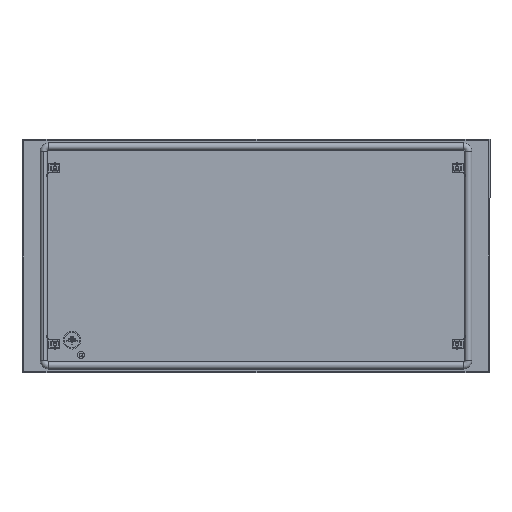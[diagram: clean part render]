
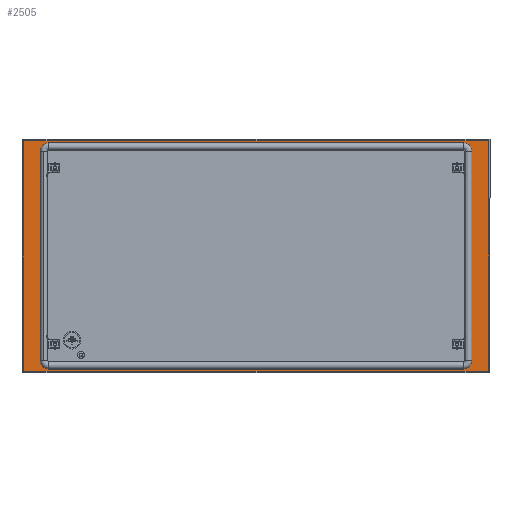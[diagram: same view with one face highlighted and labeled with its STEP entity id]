
A CAD part, left-side view. The second image highlights one B-rep face of the part: STEP entity #2505.
In plain terms, the highlighted planar face has unit normal (-1, 0, 0).
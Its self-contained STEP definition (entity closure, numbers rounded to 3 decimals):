
#36 = EDGE_CURVE ( 'NONE', #3125, #10943, #14457, .T. ) ;
#377 = EDGE_LOOP ( 'NONE', ( #10527, #4694, #5227, #14768, #6901, #1000, #15666, #4106 ) ) ;
#413 = EDGE_LOOP ( 'NONE', ( #6447, #6088, #14494, #14944 ) ) ;
#575 = DIRECTION ( 'NONE',  ( -1., 0., 0. ) ) ;
#943 = CARTESIAN_POINT ( 'NONE',  ( -2., 366.5, 178. ) ) ;
#1000 = ORIENTED_EDGE ( 'NONE', *, *, #3838, .T. ) ;
#1062 = EDGE_CURVE ( 'NONE', #15591, #3959, #3598, .T. ) ;
#1144 = CARTESIAN_POINT ( 'NONE',  ( -2., -352.5, -192. ) ) ;
#1212 = CARTESIAN_POINT ( 'NONE',  ( -2., 0., 0. ) ) ;
#1395 = VERTEX_POINT ( 'NONE', #7707 ) ;
#1614 = AXIS2_PLACEMENT_3D ( 'NONE', #8761, #15076, #7216 ) ;
#2059 = DIRECTION ( 'NONE',  ( 0., 1., 0. ) ) ;
#2505 = ADVANCED_FACE ( 'NONE', ( #18387, #7912 ), #13912, .F. ) ;
#3024 = LINE ( 'NONE', #18436, #8495 ) ;
#3125 = VERTEX_POINT ( 'NONE', #4911 ) ;
#3361 = VERTEX_POINT ( 'NONE', #5809 ) ;
#3598 = LINE ( 'NONE', #9867, #15056 ) ;
#3785 = DIRECTION ( 'NONE',  ( 0., -1., 0. ) ) ;
#3838 = EDGE_CURVE ( 'NONE', #6610, #10943, #9391, .T. ) ;
#3959 = VERTEX_POINT ( 'NONE', #8035 ) ;
#4064 = DIRECTION ( 'NONE',  ( 0., 0., 1. ) ) ;
#4106 = ORIENTED_EDGE ( 'NONE', *, *, #11392, .F. ) ;
#4350 = AXIS2_PLACEMENT_3D ( 'NONE', #14719, #575, #3785 ) ;
#4466 = CARTESIAN_POINT ( 'NONE',  ( -2., -366.5, 178. ) ) ;
#4694 = ORIENTED_EDGE ( 'NONE', *, *, #1062, .T. ) ;
#4911 = CARTESIAN_POINT ( 'NONE',  ( -2., 352.5, 192. ) ) ;
#5100 = EDGE_CURVE ( 'NONE', #14700, #6610, #20127, .T. ) ;
#5227 = ORIENTED_EDGE ( 'NONE', *, *, #9020, .T. ) ;
#5234 = DIRECTION ( 'NONE',  ( 0., 1., 0. ) ) ;
#5620 = CARTESIAN_POINT ( 'NONE',  ( -2., -395.5, 0. ) ) ;
#5730 = EDGE_CURVE ( 'NONE', #8650, #14700, #9746, .T. ) ;
#5809 = CARTESIAN_POINT ( 'NONE',  ( -2., -395.5, 196. ) ) ;
#5964 = DIRECTION ( 'NONE',  ( 1., 0., 0. ) ) ;
#6002 = CIRCLE ( 'NONE', #4350, 14. ) ;
#6088 = ORIENTED_EDGE ( 'NONE', *, *, #20233, .T. ) ;
#6187 = DIRECTION ( 'NONE',  ( 0., -1., 0. ) ) ;
#6447 = ORIENTED_EDGE ( 'NONE', *, *, #12390, .T. ) ;
#6610 = VERTEX_POINT ( 'NONE', #19351 ) ;
#6891 = VECTOR ( 'NONE', #5234, 1000. ) ;
#6901 = ORIENTED_EDGE ( 'NONE', *, *, #5100, .T. ) ;
#7216 = DIRECTION ( 'NONE',  ( 0., 0., -1. ) ) ;
#7456 = CARTESIAN_POINT ( 'NONE',  ( -2., -352.5, 192. ) ) ;
#7707 = CARTESIAN_POINT ( 'NONE',  ( -2., 395.5, 196. ) ) ;
#7868 = AXIS2_PLACEMENT_3D ( 'NONE', #14690, #11893, #16474 ) ;
#7912 = FACE_BOUND ( 'NONE', #377, .T. ) ;
#8005 = VECTOR ( 'NONE', #2059, 1000. ) ;
#8035 = CARTESIAN_POINT ( 'NONE',  ( -2., -366.5, -178. ) ) ;
#8495 = VECTOR ( 'NONE', #20004, 1000. ) ;
#8550 = DIRECTION ( 'NONE',  ( 0., 1., 0. ) ) ;
#8650 = VERTEX_POINT ( 'NONE', #1144 ) ;
#8761 = CARTESIAN_POINT ( 'NONE',  ( -2., 352.5, -178. ) ) ;
#9020 = EDGE_CURVE ( 'NONE', #3959, #8650, #15186, .T. ) ;
#9391 = LINE ( 'NONE', #14244, #9824 ) ;
#9746 = LINE ( 'NONE', #15882, #6891 ) ;
#9824 = VECTOR ( 'NONE', #12704, 1000. ) ;
#9867 = CARTESIAN_POINT ( 'NONE',  ( -2., -366.5, 0. ) ) ;
#9971 = DIRECTION ( 'NONE',  ( 0., 0., -1. ) ) ;
#10097 = CARTESIAN_POINT ( 'NONE',  ( -2., -352.5, 192. ) ) ;
#10240 = CARTESIAN_POINT ( 'NONE',  ( -2., -395.5, -196. ) ) ;
#10246 = LINE ( 'NONE', #5620, #18539 ) ;
#10354 = EDGE_CURVE ( 'NONE', #18742, #12033, #15891, .T. ) ;
#10527 = ORIENTED_EDGE ( 'NONE', *, *, #19732, .F. ) ;
#10943 = VERTEX_POINT ( 'NONE', #943 ) ;
#11133 = EDGE_CURVE ( 'NONE', #1395, #18742, #3024, .T. ) ;
#11334 = CARTESIAN_POINT ( 'NONE',  ( -2., 0., 196. ) ) ;
#11392 = EDGE_CURVE ( 'NONE', #12500, #3125, #14864, .T. ) ;
#11467 = AXIS2_PLACEMENT_3D ( 'NONE', #1212, #5964, #20270 ) ;
#11893 = DIRECTION ( 'NONE',  ( -1., 0., 0. ) ) ;
#12033 = VERTEX_POINT ( 'NONE', #10240 ) ;
#12354 = CARTESIAN_POINT ( 'NONE',  ( -2., -352.5, -178. ) ) ;
#12390 = EDGE_CURVE ( 'NONE', #12033, #3361, #10246, .T. ) ;
#12500 = VERTEX_POINT ( 'NONE', #7456 ) ;
#12564 = DIRECTION ( 'NONE',  ( 1., 0., 0. ) ) ;
#12704 = DIRECTION ( 'NONE',  ( 0., 0., 1. ) ) ;
#12752 = CARTESIAN_POINT ( 'NONE',  ( -2., 395.5, -196. ) ) ;
#13912 = PLANE ( 'NONE',  #11467 ) ;
#14244 = CARTESIAN_POINT ( 'NONE',  ( -2., 366.5, -178. ) ) ;
#14457 = CIRCLE ( 'NONE', #7868, 14. ) ;
#14494 = ORIENTED_EDGE ( 'NONE', *, *, #11133, .T. ) ;
#14690 = CARTESIAN_POINT ( 'NONE',  ( -2., 352.5, 178. ) ) ;
#14700 = VERTEX_POINT ( 'NONE', #20169 ) ;
#14719 = CARTESIAN_POINT ( 'NONE',  ( -2., -352.5, 178. ) ) ;
#14768 = ORIENTED_EDGE ( 'NONE', *, *, #5730, .T. ) ;
#14864 = LINE ( 'NONE', #10097, #18724 ) ;
#14944 = ORIENTED_EDGE ( 'NONE', *, *, #10354, .T. ) ;
#15056 = VECTOR ( 'NONE', #9971, 1000. ) ;
#15076 = DIRECTION ( 'NONE',  ( 1., 0., 0. ) ) ;
#15186 = CIRCLE ( 'NONE', #16201, 14. ) ;
#15591 = VERTEX_POINT ( 'NONE', #4466 ) ;
#15666 = ORIENTED_EDGE ( 'NONE', *, *, #36, .F. ) ;
#15882 = CARTESIAN_POINT ( 'NONE',  ( -2., -352.5, -192. ) ) ;
#15891 = LINE ( 'NONE', #17657, #16410 ) ;
#16201 = AXIS2_PLACEMENT_3D ( 'NONE', #12354, #12564, #18913 ) ;
#16216 = LINE ( 'NONE', #11334, #8005 ) ;
#16410 = VECTOR ( 'NONE', #6187, 1000. ) ;
#16474 = DIRECTION ( 'NONE',  ( 0., 0., 1. ) ) ;
#17657 = CARTESIAN_POINT ( 'NONE',  ( -2., 0., -196. ) ) ;
#18387 = FACE_OUTER_BOUND ( 'NONE', #413, .T. ) ;
#18436 = CARTESIAN_POINT ( 'NONE',  ( -2., 395.5, 0. ) ) ;
#18539 = VECTOR ( 'NONE', #4064, 1000. ) ;
#18724 = VECTOR ( 'NONE', #8550, 1000. ) ;
#18742 = VERTEX_POINT ( 'NONE', #12752 ) ;
#18913 = DIRECTION ( 'NONE',  ( 0., -1., 0. ) ) ;
#19351 = CARTESIAN_POINT ( 'NONE',  ( -2., 366.5, -178. ) ) ;
#19732 = EDGE_CURVE ( 'NONE', #15591, #12500, #6002, .T. ) ;
#20004 = DIRECTION ( 'NONE',  ( 0., 0., -1. ) ) ;
#20127 = CIRCLE ( 'NONE', #1614, 14. ) ;
#20169 = CARTESIAN_POINT ( 'NONE',  ( -2., 352.5, -192. ) ) ;
#20233 = EDGE_CURVE ( 'NONE', #3361, #1395, #16216, .T. ) ;
#20270 = DIRECTION ( 'NONE',  ( 0., 1., 0. ) ) ;
